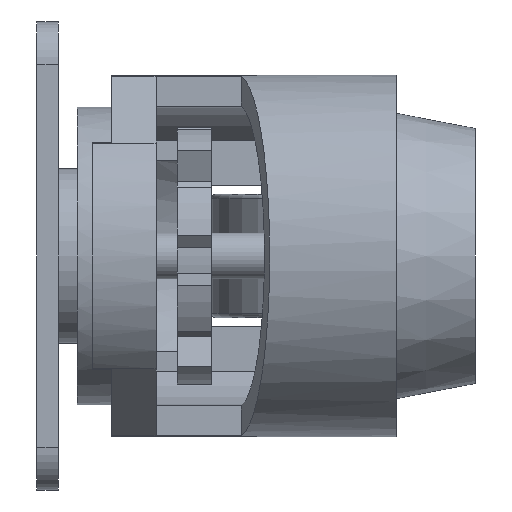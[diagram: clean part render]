
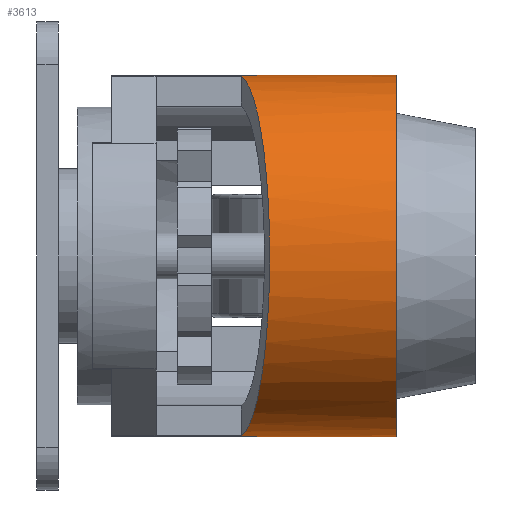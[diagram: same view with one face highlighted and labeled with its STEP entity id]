
A CAD part, left-side view. The second image highlights one B-rep face of the part: STEP entity #3613.
In plain terms, the highlighted cylindrical face has radius 42.5 mm (diameter 85 mm), a partial arc.
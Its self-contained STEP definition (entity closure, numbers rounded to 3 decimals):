
#30=ELLIPSE('',#3788,43.156,42.5);
#158=LINE('',#5080,#356);
#159=LINE('',#5085,#357);
#160=LINE('',#5089,#358);
#161=LINE('',#5093,#359);
#162=LINE('',#5097,#360);
#163=LINE('',#5101,#361);
#356=VECTOR('',#4190,1000.);
#357=VECTOR('',#4193,1000.);
#358=VECTOR('',#4196,1000.);
#359=VECTOR('',#4199,1000.);
#360=VECTOR('',#4202,1000.);
#361=VECTOR('',#4205,1000.);
#591=ORIENTED_EDGE('',*,*,#1319,.T.);
#592=ORIENTED_EDGE('',*,*,#1320,.F.);
#593=ORIENTED_EDGE('',*,*,#1321,.F.);
#594=ORIENTED_EDGE('',*,*,#1322,.F.);
#595=ORIENTED_EDGE('',*,*,#1323,.F.);
#596=ORIENTED_EDGE('',*,*,#1324,.F.);
#597=ORIENTED_EDGE('',*,*,#1325,.F.);
#598=ORIENTED_EDGE('',*,*,#1326,.F.);
#599=ORIENTED_EDGE('',*,*,#1327,.F.);
#600=ORIENTED_EDGE('',*,*,#1328,.T.);
#601=ORIENTED_EDGE('',*,*,#1329,.T.);
#602=ORIENTED_EDGE('',*,*,#1330,.F.);
#1319=EDGE_CURVE('',#1678,#1679,#158,.T.);
#1320=EDGE_CURVE('',#1680,#1679,#1890,.T.);
#1321=EDGE_CURVE('',#1681,#1680,#159,.F.);
#1322=EDGE_CURVE('',#1682,#1681,#30,.T.);
#1323=EDGE_CURVE('',#1683,#1682,#160,.T.);
#1324=EDGE_CURVE('',#1684,#1683,#1891,.T.);
#1325=EDGE_CURVE('',#1685,#1684,#161,.T.);
#1326=EDGE_CURVE('',#1686,#1685,#1892,.T.);
#1327=EDGE_CURVE('',#1687,#1686,#162,.F.);
#1328=EDGE_CURVE('',#1687,#1688,#1893,.T.);
#1329=EDGE_CURVE('',#1688,#1689,#163,.F.);
#1330=EDGE_CURVE('',#1678,#1689,#1894,.T.);
#1678=VERTEX_POINT('',#5081);
#1679=VERTEX_POINT('',#5082);
#1680=VERTEX_POINT('',#5084);
#1681=VERTEX_POINT('',#5086);
#1682=VERTEX_POINT('',#5088);
#1683=VERTEX_POINT('',#5090);
#1684=VERTEX_POINT('',#5092);
#1685=VERTEX_POINT('',#5094);
#1686=VERTEX_POINT('',#5096);
#1687=VERTEX_POINT('',#5098);
#1688=VERTEX_POINT('',#5100);
#1689=VERTEX_POINT('',#5102);
#1890=CIRCLE('',#3787,42.5);
#1891=CIRCLE('',#3789,42.5);
#1892=CIRCLE('',#3790,42.5);
#1893=CIRCLE('',#3791,42.5);
#1894=CIRCLE('',#3792,42.5);
#2058=EDGE_LOOP('',(#591,#592,#593,#594,#595,#596,#597,#598,#599,#600,#601,
#602));
#2268=FACE_BOUND('',#2058,.T.);
#2465=CYLINDRICAL_SURFACE('',#3786,42.5);
#3613=ADVANCED_FACE('',(#2268),#2465,.T.);
#3786=AXIS2_PLACEMENT_3D('',#5079,#4188,#4189);
#3787=AXIS2_PLACEMENT_3D('',#5083,#4191,#4192);
#3788=AXIS2_PLACEMENT_3D('',#5087,#4194,#4195);
#3789=AXIS2_PLACEMENT_3D('',#5091,#4197,#4198);
#3790=AXIS2_PLACEMENT_3D('',#5095,#4200,#4201);
#3791=AXIS2_PLACEMENT_3D('',#5099,#4203,#4204);
#3792=AXIS2_PLACEMENT_3D('',#5103,#4206,#4207);
#4188=DIRECTION('',(0.,-1.,0.));
#4189=DIRECTION('',(0.,0.,-1.));
#4190=DIRECTION('',(0.,-1.,0.));
#4191=DIRECTION('',(0.,-1.,0.));
#4192=DIRECTION('',(0.,0.,-1.));
#4193=DIRECTION('',(0.,-1.,0.));
#4194=DIRECTION('',(-0.174,0.985,0.));
#4195=DIRECTION('',(-0.985,-0.174,0.));
#4196=DIRECTION('',(0.,-1.,0.));
#4197=DIRECTION('',(0.,-1.,0.));
#4198=DIRECTION('',(0.,0.,-1.));
#4199=DIRECTION('',(0.,-1.,0.));
#4200=DIRECTION('',(0.,1.,0.));
#4201=DIRECTION('',(1.,0.,0.));
#4202=DIRECTION('',(0.,-1.,0.));
#4203=DIRECTION('',(0.,1.,0.));
#4204=DIRECTION('',(1.,0.,0.));
#4205=DIRECTION('',(0.,-1.,0.));
#4206=DIRECTION('',(0.,1.,0.));
#4207=DIRECTION('',(1.,0.,0.));
#5079=CARTESIAN_POINT('',(0.,85.5,0.));
#5080=CARTESIAN_POINT('',(-4.508,90.,42.26));
#5081=CARTESIAN_POINT('',(-4.508,85.5,42.26));
#5082=CARTESIAN_POINT('',(-4.508,75.,42.26));
#5083=CARTESIAN_POINT('',(0.,75.,0.));
#5084=CARTESIAN_POINT('',(-4.363,75.,42.275));
#5085=CARTESIAN_POINT('',(-4.363,85.5,42.275));
#5086=CARTESIAN_POINT('',(-4.363,55.,42.275));
#5087=CARTESIAN_POINT('',(0.,55.769,0.));
#5088=CARTESIAN_POINT('',(-4.363,55.,-42.275));
#5089=CARTESIAN_POINT('',(-4.363,85.5,-42.275));
#5090=CARTESIAN_POINT('',(-4.363,75.,-42.275));
#5091=CARTESIAN_POINT('',(0.,75.,0.));
#5092=CARTESIAN_POINT('',(-4.508,75.,-42.26));
#5093=CARTESIAN_POINT('',(-4.508,90.,-42.26));
#5094=CARTESIAN_POINT('',(-4.508,85.5,-42.26));
#5095=CARTESIAN_POINT('',(0.,85.5,0.));
#5096=CARTESIAN_POINT('',(33.226,85.5,-26.5));
#5097=CARTESIAN_POINT('',(33.226,85.5,-26.5));
#5098=CARTESIAN_POINT('',(33.226,18.5,-26.5));
#5099=CARTESIAN_POINT('',(0.,18.5,0.));
#5100=CARTESIAN_POINT('',(33.226,18.5,26.5));
#5101=CARTESIAN_POINT('',(33.226,85.5,26.5));
#5102=CARTESIAN_POINT('',(33.226,85.5,26.5));
#5103=CARTESIAN_POINT('',(0.,85.5,0.));
